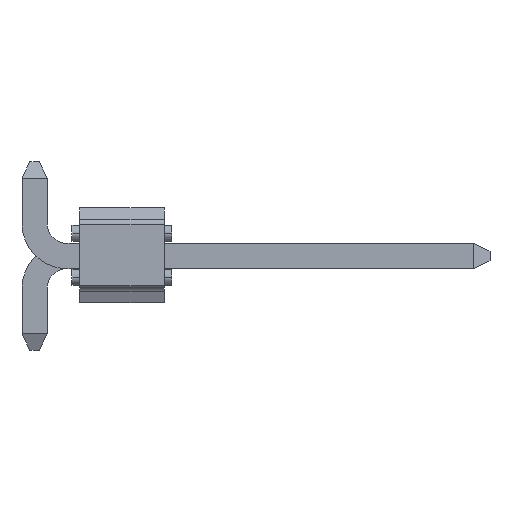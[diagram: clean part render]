
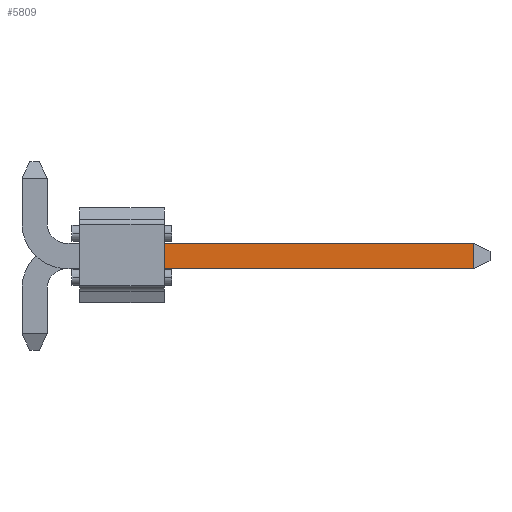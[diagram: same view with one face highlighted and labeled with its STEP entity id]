
A CAD part, front view. The second image highlights one B-rep face of the part: STEP entity #5809.
In plain terms, the highlighted planar face has unit normal (0, -1, 0).
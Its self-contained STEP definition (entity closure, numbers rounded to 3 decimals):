
#196=DIRECTION('',(0.,0.,1.));
#197=VECTOR('',#196,0.64);
#198=CARTESIAN_POINT('',(2.14,-23.18,-0.335));
#199=LINE('1255',#198,#197);
#636=DIRECTION('',(-1.,0.,0.));
#637=VECTOR('',#636,7.851);
#638=CARTESIAN_POINT('',(9.991,-23.18,0.305));
#639=LINE('1264',#638,#637);
#708=DIRECTION('',(1.,0.,0.));
#709=VECTOR('',#708,7.851);
#710=CARTESIAN_POINT('',(2.14,-23.18,-0.335));
#711=LINE('1263',#710,#709);
#4098=DIRECTION('',(0.,0.,1.));
#4099=VECTOR('',#4098,0.64);
#4100=CARTESIAN_POINT('',(9.991,-23.18,-0.335));
#4101=LINE('505',#4100,#4099);
#4610=CARTESIAN_POINT('',(9.991,-23.18,-0.335));
#4611=CARTESIAN_POINT('',(9.991,-23.18,0.305));
#4612=VERTEX_POINT('',#4610);
#4613=VERTEX_POINT('',#4611);
#5198=CARTESIAN_POINT('',(2.14,-23.18,-0.335));
#5199=CARTESIAN_POINT('',(2.14,-23.18,0.305));
#5200=VERTEX_POINT('',#5198);
#5201=VERTEX_POINT('',#5199);
#5794=CARTESIAN_POINT('',(4.261,-23.18,0.809));
#5795=DIRECTION('',(0.,1.,0.));
#5796=DIRECTION('',(0.,0.,-1.));
#5797=AXIS2_PLACEMENT_3D('',#5794,#5795,#5796);
#5798=PLANE('487',#5797);
#5800=ORIENTED_EDGE('1255',*,*,#5799,.T.);
#5802=ORIENTED_EDGE('1264',*,*,#5801,.F.);
#5804=ORIENTED_EDGE('505',*,*,#5803,.F.);
#5806=ORIENTED_EDGE('1263',*,*,#5805,.F.);
#5807=EDGE_LOOP('487',(#5800,#5802,#5804,#5806));
#5808=FACE_OUTER_BOUND('487',#5807,.F.);
#5799=EDGE_CURVE('1255',#5200,#5201,#199,.T.);
#5801=EDGE_CURVE('1264',#4613,#5201,#639,.T.);
#5803=EDGE_CURVE('505',#4612,#4613,#4101,.T.);
#5805=EDGE_CURVE('1263',#5200,#4612,#711,.T.);
#5809=ADVANCED_FACE('487',(#5808),#5798,.F.);
